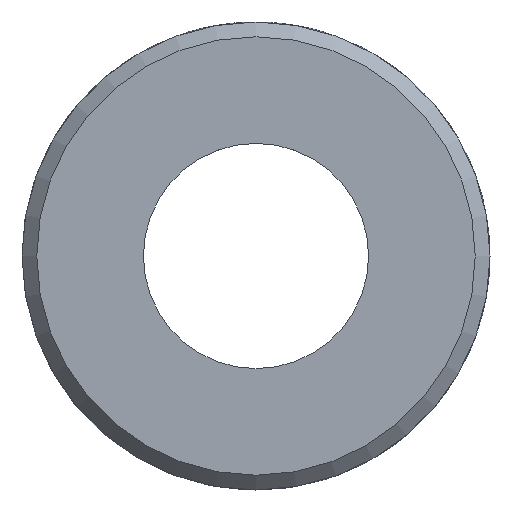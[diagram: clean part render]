
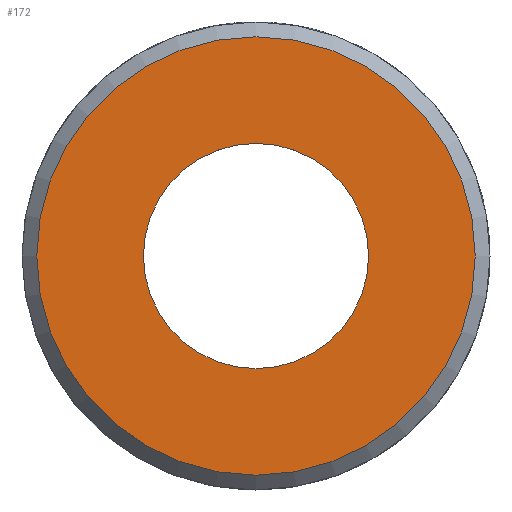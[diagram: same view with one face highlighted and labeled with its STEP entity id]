
A CAD part, front view. The second image highlights one B-rep face of the part: STEP entity #172.
In plain terms, the highlighted planar face has unit normal (0, -1, 0).
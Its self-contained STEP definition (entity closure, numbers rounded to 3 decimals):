
#15=PLANE('',#201);
#20=FACE_BOUND('',#63,.T.);
#27=CIRCLE('',#198,1.9);
#28=CIRCLE('',#200,3.7);
#52=FACE_OUTER_BOUND('',#62,.T.);
#62=EDGE_LOOP('',(#155));
#63=EDGE_LOOP('',(#156));
#91=VERTEX_POINT('',#687);
#92=VERTEX_POINT('',#691);
#113=EDGE_CURVE('',#91,#91,#27,.T.);
#115=EDGE_CURVE('',#92,#92,#28,.T.);
#155=ORIENTED_EDGE('',*,*,#115,.F.);
#156=ORIENTED_EDGE('',*,*,#113,.T.);
#172=ADVANCED_FACE('',(#52,#20),#15,.F.);
#198=AXIS2_PLACEMENT_3D('',#689,#230,#231);
#200=AXIS2_PLACEMENT_3D('',#693,#235,#236);
#201=AXIS2_PLACEMENT_3D('',#694,#237,#238);
#230=DIRECTION('center_axis',(0.,1.,0.));
#231=DIRECTION('ref_axis',(0.,0.,1.));
#235=DIRECTION('center_axis',(0.,1.,0.));
#236=DIRECTION('ref_axis',(1.,0.,0.));
#237=DIRECTION('center_axis',(0.,1.,0.));
#238=DIRECTION('ref_axis',(1.,0.,0.));
#687=CARTESIAN_POINT('',(0.,0.,-1.9));
#689=CARTESIAN_POINT('Origin',(0.,0.,0.));
#691=CARTESIAN_POINT('',(-3.7,0.,0.));
#693=CARTESIAN_POINT('Origin',(0.,0.,0.));
#694=CARTESIAN_POINT('Origin',(0.,0.,0.));
